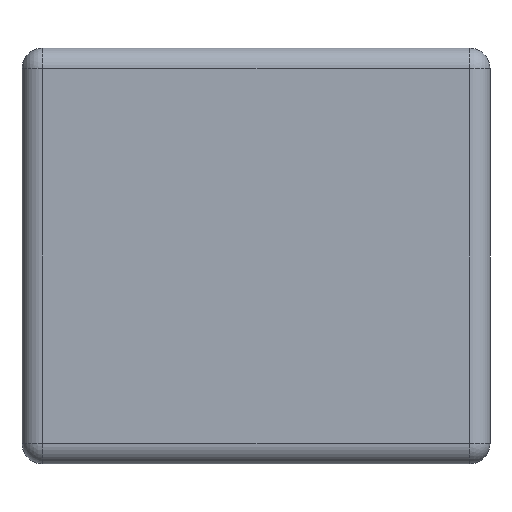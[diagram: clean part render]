
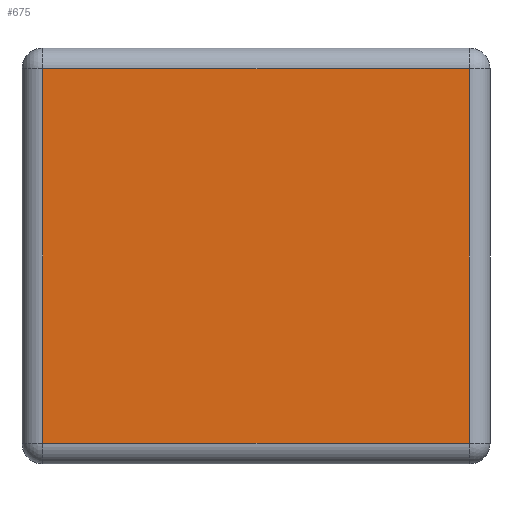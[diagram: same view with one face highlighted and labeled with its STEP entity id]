
A CAD part, left-side view. The second image highlights one B-rep face of the part: STEP entity #675.
In plain terms, the highlighted planar face has unit normal (-1, 0, 0).
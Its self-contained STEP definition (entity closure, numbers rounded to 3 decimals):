
#30 = EDGE_CURVE ( 'NONE', #245, #190, #427, .T. ) ;
#52 = VERTEX_POINT ( 'NONE', #610 ) ;
#176 = FACE_OUTER_BOUND ( 'NONE', #807, .T. ) ;
#188 = VERTEX_POINT ( 'NONE', #365 ) ;
#190 = VERTEX_POINT ( 'NONE', #447 ) ;
#245 = VERTEX_POINT ( 'NONE', #953 ) ;
#269 = PLANE ( 'NONE',  #344 ) ;
#272 = CARTESIAN_POINT ( 'NONE',  ( -1.6, 0.08, -0.8 ) ) ;
#320 = EDGE_CURVE ( 'NONE', #52, #245, #445, .T. ) ;
#324 = ORIENTED_EDGE ( 'NONE', *, *, #798, .T. ) ;
#344 = AXIS2_PLACEMENT_3D ( 'NONE', #469, #951, #377 ) ;
#359 = DIRECTION ( 'NONE',  ( 0., 0., -1. ) ) ;
#365 = CARTESIAN_POINT ( 'NONE',  ( -1.6, 0.08, -0.72 ) ) ;
#377 = DIRECTION ( 'NONE',  ( 0., 0., -1. ) ) ;
#427 = LINE ( 'NONE', #1028, #452 ) ;
#441 = EDGE_CURVE ( 'NONE', #190, #188, #1261, .T. ) ;
#445 = LINE ( 'NONE', #478, #1020 ) ;
#447 = CARTESIAN_POINT ( 'NONE',  ( -1.6, 1.72, -0.72 ) ) ;
#448 = ORIENTED_EDGE ( 'NONE', *, *, #320, .T. ) ;
#452 = VECTOR ( 'NONE', #359, 1000. ) ;
#457 = ORIENTED_EDGE ( 'NONE', *, *, #30, .T. ) ;
#469 = CARTESIAN_POINT ( 'NONE',  ( -1.6, 1.8, -0.8 ) ) ;
#478 = CARTESIAN_POINT ( 'NONE',  ( -1.6, 1.8, 0.72 ) ) ;
#506 = ORIENTED_EDGE ( 'NONE', *, *, #441, .T. ) ;
#610 = CARTESIAN_POINT ( 'NONE',  ( -1.6, 0.08, 0.72 ) ) ;
#675 = ADVANCED_FACE ( 'NONE', ( #176 ), #269, .F. ) ;
#798 = EDGE_CURVE ( 'NONE', #188, #52, #1039, .T. ) ;
#807 = EDGE_LOOP ( 'NONE', ( #457, #506, #324, #448 ) ) ;
#841 = DIRECTION ( 'NONE',  ( 0., 0., 1. ) ) ;
#843 = VECTOR ( 'NONE', #989, 1000. ) ;
#942 = VECTOR ( 'NONE', #841, 1000. ) ;
#951 = DIRECTION ( 'NONE',  ( 1., 0., 0. ) ) ;
#953 = CARTESIAN_POINT ( 'NONE',  ( -1.6, 1.72, 0.72 ) ) ;
#982 = CARTESIAN_POINT ( 'NONE',  ( -1.6, 1.8, -0.72 ) ) ;
#989 = DIRECTION ( 'NONE',  ( 0., -1., 0. ) ) ;
#1020 = VECTOR ( 'NONE', #1167, 1000. ) ;
#1028 = CARTESIAN_POINT ( 'NONE',  ( -1.6, 1.72, -0.8 ) ) ;
#1039 = LINE ( 'NONE', #272, #942 ) ;
#1167 = DIRECTION ( 'NONE',  ( 0., 1., 0. ) ) ;
#1261 = LINE ( 'NONE', #982, #843 ) ;
